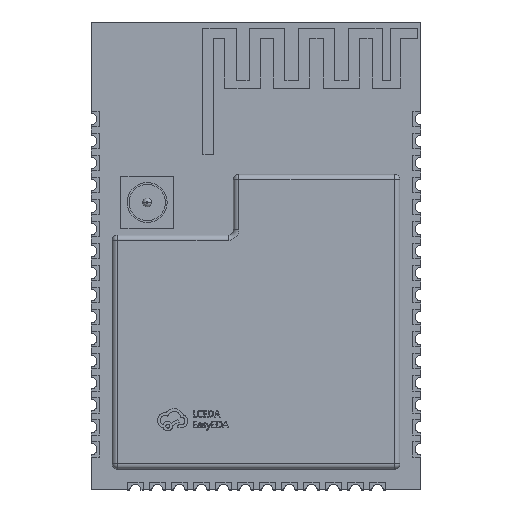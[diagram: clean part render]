
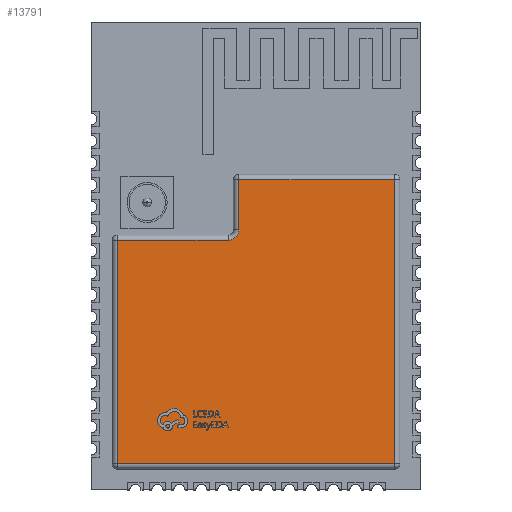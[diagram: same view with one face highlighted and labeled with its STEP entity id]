
A CAD part, top view. The second image highlights one B-rep face of the part: STEP entity #13791.
In plain terms, the highlighted planar face has unit normal (0, 0, 1).
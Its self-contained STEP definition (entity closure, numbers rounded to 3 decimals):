
#468 = AXIS2_PLACEMENT_3D ( 'NONE', #488, #13563, #38296 ) ;
#488 = CARTESIAN_POINT ( 'NONE',  ( -1.6, 1.5, 3.1 ) ) ;
#550 = ORIENTED_EDGE ( 'NONE', *, *, #17225, .T. ) ;
#688 = LINE ( 'NONE', #3930, #10032 ) ;
#885 = VECTOR ( 'NONE', #39775, 1000. ) ;
#1481 = EDGE_CURVE ( 'NONE', #23956, #2745, #19999, .T. ) ;
#2342 = EDGE_CURVE ( 'NONE', #14467, #6371, #29412, .T. ) ;
#2745 = VERTEX_POINT ( 'NONE', #8138 ) ;
#2790 = CARTESIAN_POINT ( 'NONE',  ( -8.3, 0.9, 3.1 ) ) ;
#3930 = CARTESIAN_POINT ( 'NONE',  ( 8.3, -12., 3.1 ) ) ;
#5902 = EDGE_CURVE ( 'NONE', #6371, #30021, #688, .T. ) ;
#5911 = EDGE_CURVE ( 'NONE', #30661, #2745, #7208, .T. ) ;
#6082 = CARTESIAN_POINT ( 'NONE',  ( -8., 0.9, 3.1 ) ) ;
#6275 = FACE_OUTER_BOUND ( 'NONE', #35598, .T. ) ;
#6371 = VERTEX_POINT ( 'NONE', #32033 ) ;
#7208 = LINE ( 'NONE', #19638, #23017 ) ;
#7273 = CARTESIAN_POINT ( 'NONE',  ( -8., -12.3, 3.1 ) ) ;
#8060 = ORIENTED_EDGE ( 'NONE', *, *, #31066, .T. ) ;
#8138 = CARTESIAN_POINT ( 'NONE',  ( -1., 1.5, 3.1 ) ) ;
#10032 = VECTOR ( 'NONE', #35028, 1000. ) ;
#10995 = CARTESIAN_POINT ( 'NONE',  ( 8., -12., 3.1 ) ) ;
#11744 = DIRECTION ( 'NONE',  ( 0., 1., 0. ) ) ;
#13563 = DIRECTION ( 'NONE',  ( 0., 0., 1. ) ) ;
#13791 = ADVANCED_FACE ( 'NONE', ( #6275 ), #15270, .T. ) ;
#14467 = VERTEX_POINT ( 'NONE', #6082 ) ;
#15060 = DIRECTION ( 'NONE',  ( 1., 0., 0. ) ) ;
#15270 = PLANE ( 'NONE',  #37633 ) ;
#15408 = CARTESIAN_POINT ( 'NONE',  ( 8., 4.7, 3.1 ) ) ;
#17225 = EDGE_CURVE ( 'NONE', #23956, #14467, #34076, .T. ) ;
#19638 = CARTESIAN_POINT ( 'NONE',  ( -1., 1.2, 3.1 ) ) ;
#19999 = CIRCLE ( 'NONE', #468, 0.6 ) ;
#20092 = VECTOR ( 'NONE', #23140, 1000. ) ;
#20807 = VECTOR ( 'NONE', #11744, 1000. ) ;
#21362 = DIRECTION ( 'NONE',  ( 0., 0., 1. ) ) ;
#22415 = ORIENTED_EDGE ( 'NONE', *, *, #5911, .T. ) ;
#22546 = ORIENTED_EDGE ( 'NONE', *, *, #5902, .T. ) ;
#22588 = ORIENTED_EDGE ( 'NONE', *, *, #2342, .T. ) ;
#22933 = EDGE_CURVE ( 'NONE', #38602, #30661, #30413, .T. ) ;
#23017 = VECTOR ( 'NONE', #31979, 1000. ) ;
#23140 = DIRECTION ( 'NONE',  ( 0., -1., 0. ) ) ;
#23944 = CARTESIAN_POINT ( 'NONE',  ( 8., 4.4, 3.1 ) ) ;
#23956 = VERTEX_POINT ( 'NONE', #28570 ) ;
#24722 = DIRECTION ( 'NONE',  ( -1., 0., 0. ) ) ;
#27063 = CARTESIAN_POINT ( 'NONE',  ( -1., 4.4, 3.1 ) ) ;
#27351 = LINE ( 'NONE', #15408, #20807 ) ;
#27622 = CARTESIAN_POINT ( 'NONE',  ( 0., 0., 3.1 ) ) ;
#28570 = CARTESIAN_POINT ( 'NONE',  ( -1.6, 0.9, 3.1 ) ) ;
#28599 = ORIENTED_EDGE ( 'NONE', *, *, #22933, .T. ) ;
#29412 = LINE ( 'NONE', #7273, #20092 ) ;
#29525 = VECTOR ( 'NONE', #24722, 1000. ) ;
#30021 = VERTEX_POINT ( 'NONE', #10995 ) ;
#30413 = LINE ( 'NONE', #36280, #29525 ) ;
#30661 = VERTEX_POINT ( 'NONE', #27063 ) ;
#31066 = EDGE_CURVE ( 'NONE', #30021, #38602, #27351, .T. ) ;
#31979 = DIRECTION ( 'NONE',  ( 0., -1., 0. ) ) ;
#32033 = CARTESIAN_POINT ( 'NONE',  ( -8., -12., 3.1 ) ) ;
#33880 = ORIENTED_EDGE ( 'NONE', *, *, #1481, .F. ) ;
#34076 = LINE ( 'NONE', #2790, #885 ) ;
#35028 = DIRECTION ( 'NONE',  ( 1., 0., 0. ) ) ;
#35598 = EDGE_LOOP ( 'NONE', ( #550, #22588, #22546, #8060, #28599, #22415, #33880 ) ) ;
#36280 = CARTESIAN_POINT ( 'NONE',  ( -1.3, 4.4, 3.1 ) ) ;
#37633 = AXIS2_PLACEMENT_3D ( 'NONE', #27622, #21362, #15060 ) ;
#38296 = DIRECTION ( 'NONE',  ( 1., 0., 0. ) ) ;
#38602 = VERTEX_POINT ( 'NONE', #23944 ) ;
#39775 = DIRECTION ( 'NONE',  ( -1., 0., 0. ) ) ;
